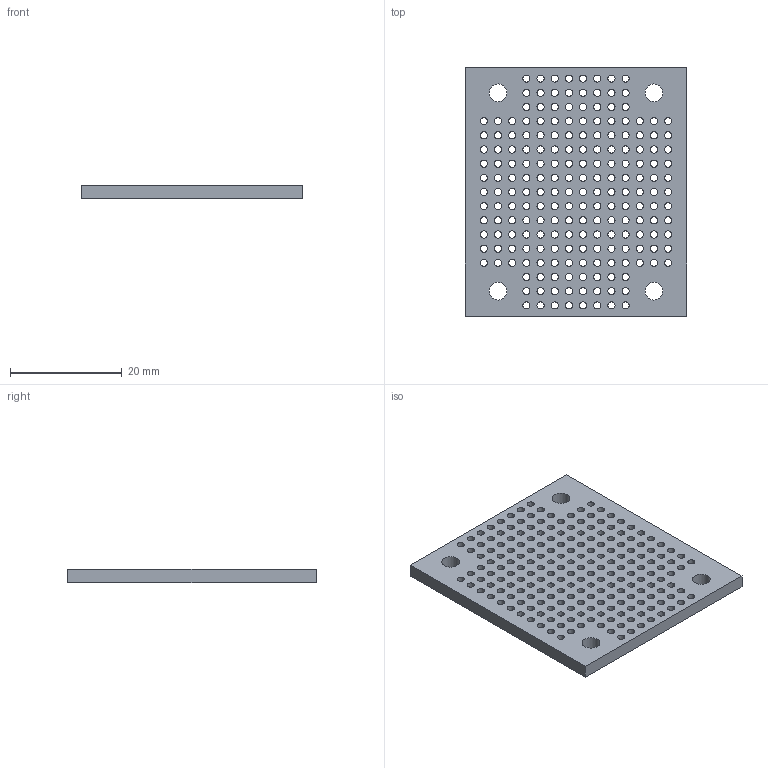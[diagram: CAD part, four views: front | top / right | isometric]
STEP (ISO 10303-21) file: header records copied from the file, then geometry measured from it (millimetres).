
FILE_DESCRIPTION(('FreeCAD Model'),'2;1');
FILE_NAME('14x17-breadboard.step','2016-10-09T01:11:49',('Author'),(''), 'Open CASCADE STEP processor 6.8','FreeCAD','Unknown');
FILE_SCHEMA(('AUTOMOTIVE_DESIGN_CC2 { 1 2 10303 214 -1 1 5 4 }'));
Length unit declared in the file: millimetre
Products named in the file (2): ASSEMBLY; MultiTransform002
Assembly tree (1 placements, depth 2):
  ASSEMBLY
    MultiTransform002
Bounding box: 39.69 x 44.45 x 2.38 mm (x, y, z)
Volume: 3497.2 mm3; surface area: 5379.2 mm2
Topology: 1 solids, 1 shells, 212 faces, 630 edges, 420 vertices
Faces by surface type: cylinder 206, plane 6
Full cylindrical faces by diameter (mm): 1.288 x202, 3.18 x4
Entity records: 16524 total; most frequent: CARTESIAN_POINT 2734, DIRECTION 2695, ORIENTED_EDGE 1260, PCURVE 1260, DEFINITIONAL_REPRESENTATION 1260, LINE 1066, VECTOR 1066, CIRCLE 789
